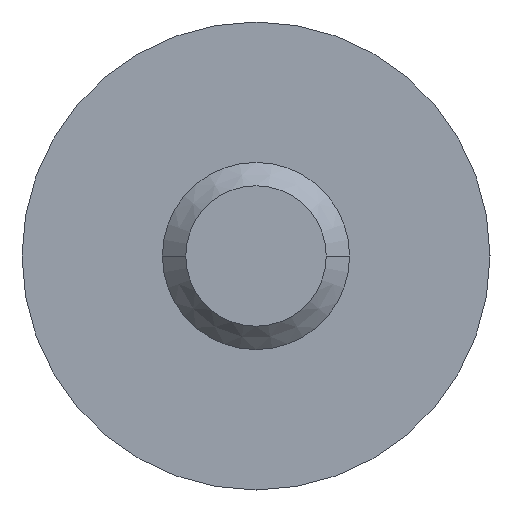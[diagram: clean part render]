
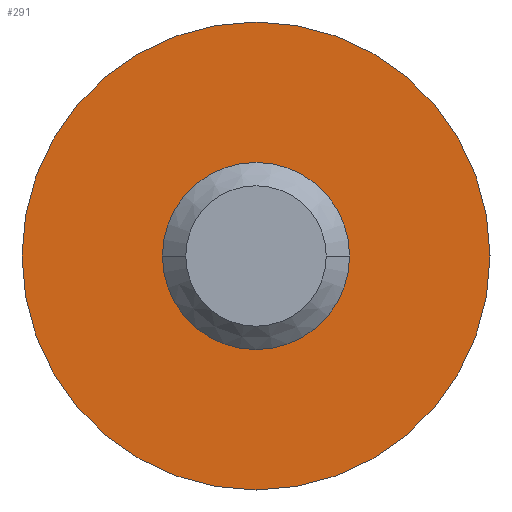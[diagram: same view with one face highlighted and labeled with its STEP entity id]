
A CAD part, front view. The second image highlights one B-rep face of the part: STEP entity #291.
In plain terms, the highlighted planar face has unit normal (0, -1, 0).
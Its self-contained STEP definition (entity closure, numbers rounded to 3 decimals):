
#40 = DIRECTION ( 'NONE',  ( -1., 0., 0. ) ) ;
#42 = EDGE_CURVE ( 'NONE', #125, #231, #499, .T. ) ;
#50 = CARTESIAN_POINT ( 'NONE',  ( 0.4, -9., 0. ) ) ;
#61 = EDGE_CURVE ( 'NONE', #352, #80, #479, .T. ) ;
#80 = VERTEX_POINT ( 'NONE', #182 ) ;
#86 = PLANE ( 'NONE',  #312 ) ;
#91 = CARTESIAN_POINT ( 'NONE',  ( -1., -9., 0. ) ) ;
#96 = DIRECTION ( 'NONE',  ( -1., 0., 0. ) ) ;
#97 = EDGE_LOOP ( 'NONE', ( #459, #159 ) ) ;
#121 = CIRCLE ( 'NONE', #372, 1. ) ;
#124 = EDGE_CURVE ( 'NONE', #80, #352, #169, .T. ) ;
#125 = VERTEX_POINT ( 'NONE', #91 ) ;
#142 = CARTESIAN_POINT ( 'NONE',  ( 0., -9., 0. ) ) ;
#159 = ORIENTED_EDGE ( 'NONE', *, *, #298, .F. ) ;
#169 = CIRCLE ( 'NONE', #357, 0.4 ) ;
#172 = CARTESIAN_POINT ( 'NONE',  ( 0., -9., 0. ) ) ;
#182 = CARTESIAN_POINT ( 'NONE',  ( -0.4, -9., 0. ) ) ;
#189 = ORIENTED_EDGE ( 'NONE', *, *, #61, .T. ) ;
#202 = AXIS2_PLACEMENT_3D ( 'NONE', #142, #259, #477 ) ;
#207 = CARTESIAN_POINT ( 'NONE',  ( 0., -9., 0. ) ) ;
#212 = CARTESIAN_POINT ( 'NONE',  ( 0., -9., 0. ) ) ;
#231 = VERTEX_POINT ( 'NONE', #452 ) ;
#242 = FACE_OUTER_BOUND ( 'NONE', #97, .T. ) ;
#243 = DIRECTION ( 'NONE',  ( -1., 0., 0. ) ) ;
#259 = DIRECTION ( 'NONE',  ( 0., 1., 0. ) ) ;
#291 = ADVANCED_FACE ( 'NONE', ( #242, #392 ), #86, .F. ) ;
#298 = EDGE_CURVE ( 'NONE', #231, #125, #121, .T. ) ;
#306 = ORIENTED_EDGE ( 'NONE', *, *, #124, .T. ) ;
#312 = AXIS2_PLACEMENT_3D ( 'NONE', #470, #393, #40 ) ;
#320 = DIRECTION ( 'NONE',  ( 0., 1., 0. ) ) ;
#352 = VERTEX_POINT ( 'NONE', #50 ) ;
#357 = AXIS2_PLACEMENT_3D ( 'NONE', #172, #320, #435 ) ;
#358 = DIRECTION ( 'NONE',  ( 0., 1., 0. ) ) ;
#372 = AXIS2_PLACEMENT_3D ( 'NONE', #207, #358, #243 ) ;
#384 = EDGE_LOOP ( 'NONE', ( #306, #189 ) ) ;
#392 = FACE_BOUND ( 'NONE', #384, .T. ) ;
#393 = DIRECTION ( 'NONE',  ( 0., 1., 0. ) ) ;
#421 = AXIS2_PLACEMENT_3D ( 'NONE', #212, #438, #96 ) ;
#435 = DIRECTION ( 'NONE',  ( -1., 0., 0. ) ) ;
#438 = DIRECTION ( 'NONE',  ( 0., 1., 0. ) ) ;
#452 = CARTESIAN_POINT ( 'NONE',  ( 1., -9., 0. ) ) ;
#459 = ORIENTED_EDGE ( 'NONE', *, *, #42, .F. ) ;
#470 = CARTESIAN_POINT ( 'NONE',  ( 1., -9., 0. ) ) ;
#477 = DIRECTION ( 'NONE',  ( -1., 0., 0. ) ) ;
#479 = CIRCLE ( 'NONE', #421, 0.4 ) ;
#499 = CIRCLE ( 'NONE', #202, 1. ) ;
